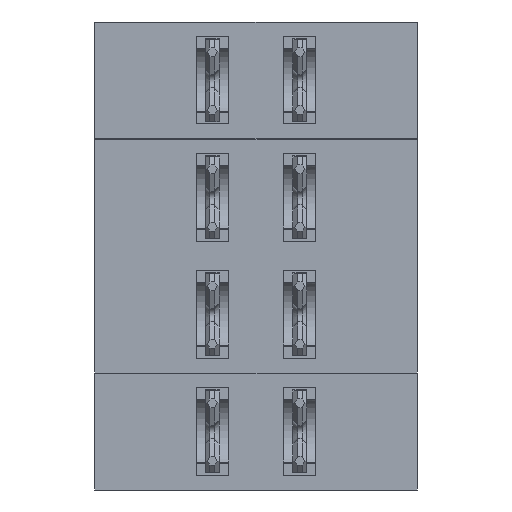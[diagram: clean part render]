
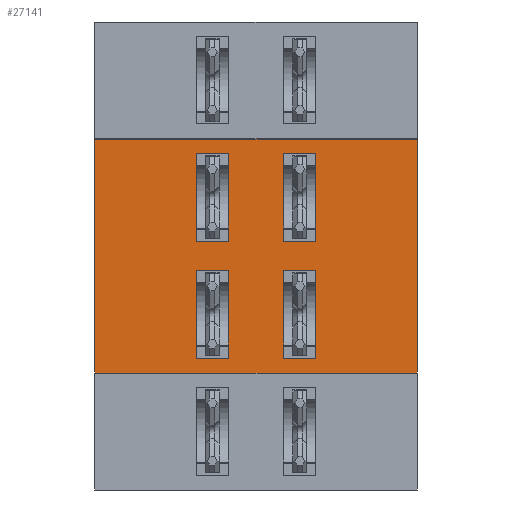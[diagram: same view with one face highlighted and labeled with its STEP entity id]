
A CAD part, front view. The second image highlights one B-rep face of the part: STEP entity #27141.
In plain terms, the highlighted planar face has unit normal (0, -1, 0).
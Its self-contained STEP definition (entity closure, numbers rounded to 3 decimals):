
#638=ORIENTED_EDGE('',*,*,#6568,.T.);
#639=ORIENTED_EDGE('',*,*,#6524,.F.);
#640=ORIENTED_EDGE('',*,*,#6613,.F.);
#641=ORIENTED_EDGE('',*,*,#6614,.T.);
#642=ORIENTED_EDGE('',*,*,#6591,.F.);
#643=ORIENTED_EDGE('',*,*,#6587,.F.);
#644=ORIENTED_EDGE('',*,*,#6598,.F.);
#645=ORIENTED_EDGE('',*,*,#6573,.F.);
#646=ORIENTED_EDGE('',*,*,#6615,.F.);
#647=ORIENTED_EDGE('',*,*,#6616,.F.);
#648=ORIENTED_EDGE('',*,*,#6617,.F.);
#649=ORIENTED_EDGE('',*,*,#6618,.F.);
#650=ORIENTED_EDGE('',*,*,#6619,.F.);
#651=ORIENTED_EDGE('',*,*,#6620,.F.);
#652=ORIENTED_EDGE('',*,*,#6621,.F.);
#653=ORIENTED_EDGE('',*,*,#6622,.F.);
#654=ORIENTED_EDGE('',*,*,#6623,.F.);
#655=ORIENTED_EDGE('',*,*,#6624,.F.);
#656=ORIENTED_EDGE('',*,*,#6625,.F.);
#657=ORIENTED_EDGE('',*,*,#6626,.F.);
#6524=EDGE_CURVE('',#9528,#9529,#11486,.T.);
#6568=EDGE_CURVE('',#9560,#9529,#11529,.T.);
#6573=EDGE_CURVE('',#9563,#9564,#11534,.T.);
#6587=EDGE_CURVE('',#9575,#9576,#11546,.T.);
#6591=EDGE_CURVE('',#9576,#9563,#11550,.T.);
#6598=EDGE_CURVE('',#9564,#9575,#11556,.T.);
#6613=EDGE_CURVE('',#9591,#9528,#11568,.T.);
#6614=EDGE_CURVE('',#9591,#9560,#11569,.T.);
#6615=EDGE_CURVE('',#9592,#9593,#11570,.T.);
#6616=EDGE_CURVE('',#9594,#9592,#11571,.T.);
#6617=EDGE_CURVE('',#9595,#9594,#11572,.T.);
#6618=EDGE_CURVE('',#9593,#9595,#11573,.T.);
#6619=EDGE_CURVE('',#9596,#9597,#11574,.T.);
#6620=EDGE_CURVE('',#9598,#9596,#11575,.T.);
#6621=EDGE_CURVE('',#9599,#9598,#11576,.T.);
#6622=EDGE_CURVE('',#9597,#9599,#11577,.T.);
#6623=EDGE_CURVE('',#9600,#9601,#11578,.T.);
#6624=EDGE_CURVE('',#9602,#9600,#11579,.T.);
#6625=EDGE_CURVE('',#9603,#9602,#11580,.T.);
#6626=EDGE_CURVE('',#9601,#9603,#11581,.T.);
#9528=VERTEX_POINT('',#34920);
#9529=VERTEX_POINT('',#34922);
#9560=VERTEX_POINT('',#35004);
#9563=VERTEX_POINT('',#35014);
#9564=VERTEX_POINT('',#35015);
#9575=VERTEX_POINT('',#35044);
#9576=VERTEX_POINT('',#35045);
#9591=VERTEX_POINT('',#35094);
#9592=VERTEX_POINT('',#35097);
#9593=VERTEX_POINT('',#35098);
#9594=VERTEX_POINT('',#35100);
#9595=VERTEX_POINT('',#35102);
#9596=VERTEX_POINT('',#35105);
#9597=VERTEX_POINT('',#35106);
#9598=VERTEX_POINT('',#35108);
#9599=VERTEX_POINT('',#35110);
#9600=VERTEX_POINT('',#35113);
#9601=VERTEX_POINT('',#35114);
#9602=VERTEX_POINT('',#35116);
#9603=VERTEX_POINT('',#35118);
#11486=LINE('',#34921,#14276);
#11529=LINE('',#35003,#14319);
#11534=LINE('',#35013,#14324);
#11546=LINE('',#35043,#14336);
#11550=LINE('',#35052,#14340);
#11556=LINE('',#35064,#14346);
#11568=LINE('',#35093,#14358);
#11569=LINE('',#35095,#14359);
#11570=LINE('',#35096,#14360);
#11571=LINE('',#35099,#14361);
#11572=LINE('',#35101,#14362);
#11573=LINE('',#35103,#14363);
#11574=LINE('',#35104,#14364);
#11575=LINE('',#35107,#14365);
#11576=LINE('',#35109,#14366);
#11577=LINE('',#35111,#14367);
#11578=LINE('',#35112,#14368);
#11579=LINE('',#35115,#14369);
#11580=LINE('',#35117,#14370);
#11581=LINE('',#35119,#14371);
#14276=VECTOR('',#29549,1000.);
#14319=VECTOR('',#29608,1000.);
#14324=VECTOR('',#29617,1000.);
#14336=VECTOR('',#29641,1000.);
#14340=VECTOR('',#29647,1000.);
#14346=VECTOR('',#29659,1000.);
#14358=VECTOR('',#29687,1000.);
#14359=VECTOR('',#29688,1000.);
#14360=VECTOR('',#29689,1000.);
#14361=VECTOR('',#29690,1000.);
#14362=VECTOR('',#29691,1000.);
#14363=VECTOR('',#29692,1000.);
#14364=VECTOR('',#29693,1000.);
#14365=VECTOR('',#29694,1000.);
#14366=VECTOR('',#29695,1000.);
#14367=VECTOR('',#29696,1000.);
#14368=VECTOR('',#29697,1000.);
#14369=VECTOR('',#29698,1000.);
#14370=VECTOR('',#29699,1000.);
#14371=VECTOR('',#29700,1000.);
#16980=EDGE_LOOP('',(#638,#639,#640,#641));
#16981=EDGE_LOOP('',(#642,#643,#644,#645));
#16982=EDGE_LOOP('',(#646,#647,#648,#649));
#16983=EDGE_LOOP('',(#650,#651,#652,#653));
#16984=EDGE_LOOP('',(#654,#655,#656,#657));
#18056=FACE_BOUND('',#16980,.T.);
#18057=FACE_BOUND('',#16981,.T.);
#18058=FACE_BOUND('',#16982,.T.);
#18059=FACE_BOUND('',#16983,.T.);
#18060=FACE_BOUND('',#16984,.T.);
#19132=PLANE('',#28178);
#27141=ADVANCED_FACE('',(#18056,#18057,#18058,#18059,#18060),#19132,.F.);
#28178=AXIS2_PLACEMENT_3D('',#35092,#29685,#29686);
#29549=DIRECTION('',(-1.,0.,0.));
#29608=DIRECTION('',(0.,0.,-1.));
#29617=DIRECTION('',(-1.,0.,0.));
#29641=DIRECTION('',(1.,0.,0.));
#29647=DIRECTION('',(0.,0.,1.));
#29659=DIRECTION('',(0.,0.,-1.));
#29685=DIRECTION('',(0.,1.,0.));
#29686=DIRECTION('',(1.,0.,0.));
#29687=DIRECTION('',(0.,0.,-1.));
#29688=DIRECTION('',(-1.,0.,0.));
#29689=DIRECTION('',(1.,0.,0.));
#29690=DIRECTION('',(0.,0.,-1.));
#29691=DIRECTION('',(-1.,0.,0.));
#29692=DIRECTION('',(0.,0.,1.));
#29693=DIRECTION('',(0.,0.,1.));
#29694=DIRECTION('',(1.,0.,0.));
#29695=DIRECTION('',(0.,0.,-1.));
#29696=DIRECTION('',(-1.,0.,0.));
#29697=DIRECTION('',(1.,0.,0.));
#29698=DIRECTION('',(0.,0.,-1.));
#29699=DIRECTION('',(-1.,0.,0.));
#29700=DIRECTION('',(0.,0.,1.));
#34920=CARTESIAN_POINT('',(1.8,-16.35,0.));
#34921=CARTESIAN_POINT('',(1.8,-16.35,0.));
#34922=CARTESIAN_POINT('',(-5.2,-16.35,0.));
#35003=CARTESIAN_POINT('',(-5.2,-16.35,7.616));
#35004=CARTESIAN_POINT('',(-5.2,-16.35,5.08));
#35013=CARTESIAN_POINT('',(-1.7,-16.35,2.224));
#35014=CARTESIAN_POINT('',(-0.4,-16.35,2.224));
#35015=CARTESIAN_POINT('',(-1.1,-16.35,2.224));
#35043=CARTESIAN_POINT('',(-1.7,-16.35,0.324));
#35044=CARTESIAN_POINT('',(-1.1,-16.35,0.324));
#35045=CARTESIAN_POINT('',(-0.4,-16.35,0.324));
#35052=CARTESIAN_POINT('',(-0.4,-16.35,7.616));
#35064=CARTESIAN_POINT('',(-1.1,-16.35,7.616));
#35092=CARTESIAN_POINT('',(1.8,-16.35,7.616));
#35093=CARTESIAN_POINT('',(1.8,-16.35,7.616));
#35094=CARTESIAN_POINT('',(1.8,-16.35,5.08));
#35095=CARTESIAN_POINT('',(-1.7,-16.35,5.08));
#35096=CARTESIAN_POINT('',(-1.7,-16.35,0.324));
#35097=CARTESIAN_POINT('',(-3.,-16.35,0.324));
#35098=CARTESIAN_POINT('',(-2.3,-16.35,0.324));
#35099=CARTESIAN_POINT('',(-3.,-16.35,7.616));
#35100=CARTESIAN_POINT('',(-3.,-16.35,2.224));
#35101=CARTESIAN_POINT('',(-1.7,-16.35,2.224));
#35102=CARTESIAN_POINT('',(-2.3,-16.35,2.224));
#35103=CARTESIAN_POINT('',(-2.3,-16.35,7.616));
#35104=CARTESIAN_POINT('',(-0.4,-16.35,10.156));
#35105=CARTESIAN_POINT('',(-0.4,-16.35,2.864));
#35106=CARTESIAN_POINT('',(-0.4,-16.35,4.764));
#35107=CARTESIAN_POINT('',(-1.7,-16.35,2.864));
#35108=CARTESIAN_POINT('',(-1.1,-16.35,2.864));
#35109=CARTESIAN_POINT('',(-1.1,-16.35,10.156));
#35110=CARTESIAN_POINT('',(-1.1,-16.35,4.764));
#35111=CARTESIAN_POINT('',(-1.7,-16.35,4.764));
#35112=CARTESIAN_POINT('',(-1.7,-16.35,2.864));
#35113=CARTESIAN_POINT('',(-3.,-16.35,2.864));
#35114=CARTESIAN_POINT('',(-2.3,-16.35,2.864));
#35115=CARTESIAN_POINT('',(-3.,-16.35,10.156));
#35116=CARTESIAN_POINT('',(-3.,-16.35,4.764));
#35117=CARTESIAN_POINT('',(-1.7,-16.35,4.764));
#35118=CARTESIAN_POINT('',(-2.3,-16.35,4.764));
#35119=CARTESIAN_POINT('',(-2.3,-16.35,10.156));
